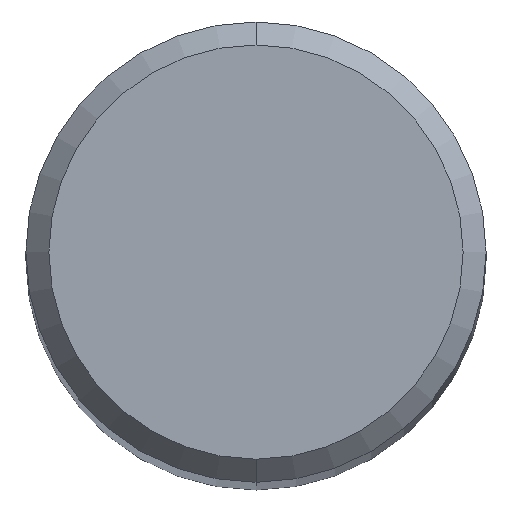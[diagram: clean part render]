
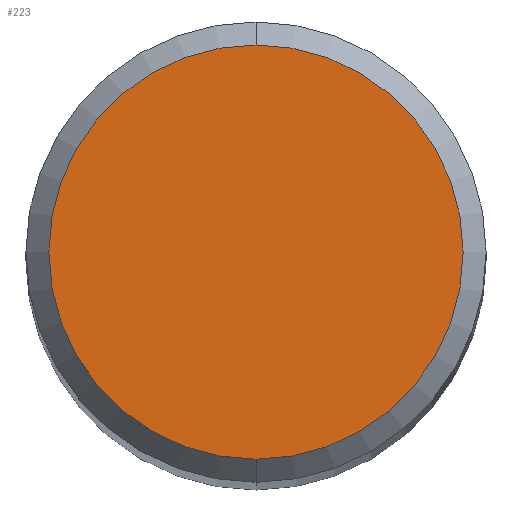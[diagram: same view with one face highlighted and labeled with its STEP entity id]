
A CAD part, top view. The second image highlights one B-rep face of the part: STEP entity #223.
In plain terms, the highlighted planar face has unit normal (0, 0, 1).
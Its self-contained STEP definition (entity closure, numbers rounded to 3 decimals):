
#159=EDGE_CURVE('',#329,#265,#418,.T.);
#199=EDGE_CURVE('',#265,#329,#465,.T.);
#223=ADVANCED_FACE('',(#491),#492,.T.);
#265=VERTEX_POINT('',#537);
#329=VERTEX_POINT('',#607);
#418=CIRCLE('',#702,3.6);
#465=CIRCLE('',#789,3.6);
#491=FACE_OUTER_BOUND('',#819,.T.);
#492=PLANE('',#820);
#537=CARTESIAN_POINT('',(0.0,3.6,0.0));
#607=CARTESIAN_POINT('',(0.,-3.6,0.0));
#702=AXIS2_PLACEMENT_3D('',#1260,#1261,#1262);
#789=AXIS2_PLACEMENT_3D('',#1358,#1359,#1360);
#819=EDGE_LOOP('',(#1384,#1385));
#820=AXIS2_PLACEMENT_3D('',#1386,#1387,#1388);
#1260=CARTESIAN_POINT('',(0.0,0.0,0.0));
#1261=DIRECTION('',(0.0,0.0,-1.0));
#1262=DIRECTION('',(0.0,1.0,0.0));
#1358=CARTESIAN_POINT('',(0.0,0.0,0.0));
#1359=DIRECTION('',(0.0,0.0,-1.0));
#1360=DIRECTION('',(0.0,1.0,0.0));
#1384=ORIENTED_EDGE('',*,*,#199,.F.);
#1385=ORIENTED_EDGE('',*,*,#159,.F.);
#1386=CARTESIAN_POINT('',(0.0,1.8,0.0));
#1387=DIRECTION('',(-0.0,0.0,1.0));
#1388=DIRECTION('',(0.0,-1.0,0.0));
